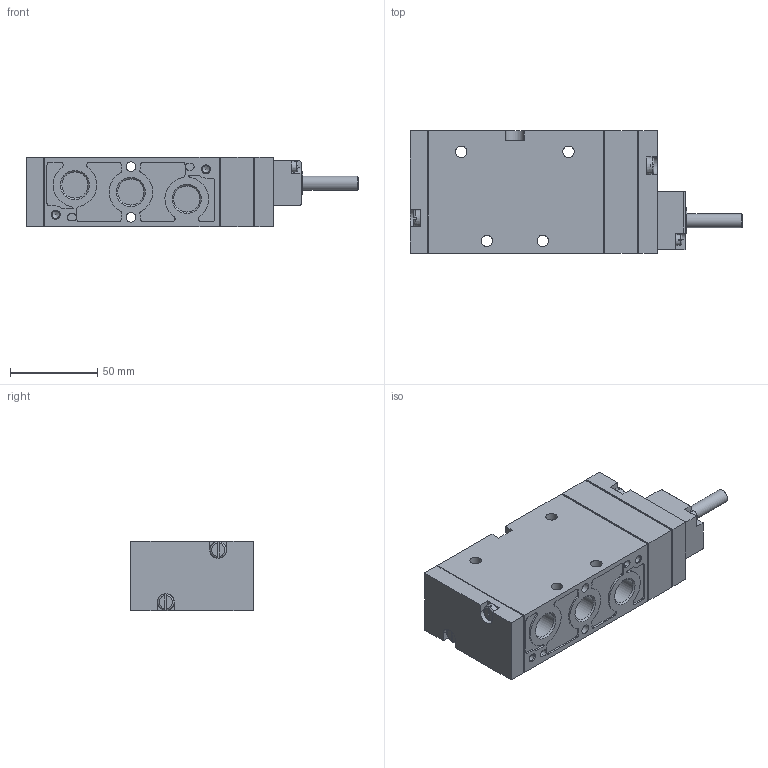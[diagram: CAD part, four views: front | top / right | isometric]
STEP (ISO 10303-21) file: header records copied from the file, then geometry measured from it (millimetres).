
FILE_DESCRIPTION(/* description */ ('STEP AP214'),/* implementation_level */ '2;1');
FILE_NAME(/* name */ '535929_MFH-5-3_8-L-S-B-EX',/* time_stamp */ '2024-09-05T10:18:50+02:00',/* author */ ('License CC BY-ND 4.0'),/* organization */ ('CADENAS'),/* preprocessor_version */ 'ST-DEVELOPER v19.3',/* originating_system */ 'PARTsolutions',/* authorisation */ ' ');
FILE_SCHEMA (('AUTOMOTIVE_DESIGN {1 0 10303 214 3 1 1}'));
Length unit declared in the file: millimetre
Products named in the file (2): 535929 MFH-5-3/8-L-S-B-EX; 535929 MFH-5-3/8-L-S-B-EX-part2
Assembly tree (1 placements, depth 2):
  535929 MFH-5-3/8-L-S-B-EX
    535929 MFH-5-3/8-L-S-B-EX-part2
Bounding box: 190 x 70 x 40 mm (x, y, z)
Volume: 373308.1 mm3; surface area: 54480.7 mm2
Topology: 1 solids, 1 shells, 305 faces, 798 edges, 528 vertices
Faces by surface type: plane 165, cylinder 108, cone 20, torus 12
Full cylindrical faces by diameter (mm): 4 x1, 4.134 x3, 5.5 x2, 6.5 x4, 8 x1, 8.566 x2, 14.95 x5
Entity records: 9297 total; most frequent: CARTESIAN_POINT 1752, DIRECTION 1584, ORIENTED_EDGE 1498, EDGE_CURVE 749, AXIS2_PLACEMENT_3D 580, VERTEX_POINT 520, LINE 424, VECTOR 424
